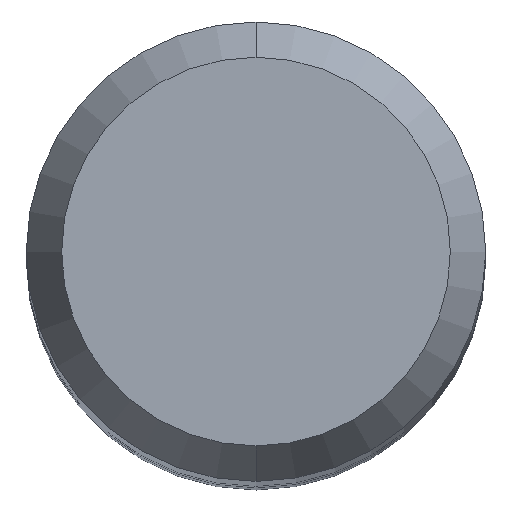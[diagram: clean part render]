
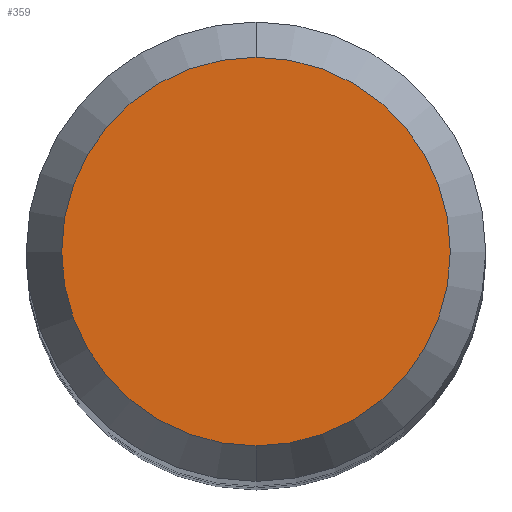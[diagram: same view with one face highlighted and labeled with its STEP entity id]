
A CAD part, top view. The second image highlights one B-rep face of the part: STEP entity #359.
In plain terms, the highlighted planar face has unit normal (0, 0, 1).
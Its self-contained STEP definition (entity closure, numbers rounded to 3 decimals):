
#203=VERTEX_POINT('',#496);
#205=VERTEX_POINT('',#498);
#237=EDGE_CURVE('',#205,#203,#533,.T.);
#359=ADVANCED_FACE('',(#670),#671,.T.);
#417=EDGE_CURVE('',#203,#205,#736,.T.);
#496=CARTESIAN_POINT('',(0.0,2.538,0.0));
#498=CARTESIAN_POINT('',(0.,-2.538,0.0));
#533=CIRCLE('',#920,2.538);
#670=FACE_OUTER_BOUND('',#1212,.T.);
#671=PLANE('',#1213);
#736=CIRCLE('',#1304,2.538);
#920=AXIS2_PLACEMENT_3D('',#1441,#1442,#1443);
#1212=EDGE_LOOP('',(#1620,#1621));
#1213=AXIS2_PLACEMENT_3D('',#1622,#1623,#1624);
#1304=AXIS2_PLACEMENT_3D('',#1702,#1703,#1704);
#1441=CARTESIAN_POINT('',(0.0,0.0,0.0));
#1442=DIRECTION('',(0.0,0.0,-1.0));
#1443=DIRECTION('',(0.0,1.0,0.0));
#1620=ORIENTED_EDGE('',*,*,#417,.F.);
#1621=ORIENTED_EDGE('',*,*,#237,.F.);
#1622=CARTESIAN_POINT('',(0.0,1.269,0.0));
#1623=DIRECTION('',(-0.0,0.0,1.0));
#1624=DIRECTION('',(0.0,-1.0,0.0));
#1702=CARTESIAN_POINT('',(0.0,0.0,0.0));
#1703=DIRECTION('',(0.0,0.0,-1.0));
#1704=DIRECTION('',(0.0,1.0,0.0));
